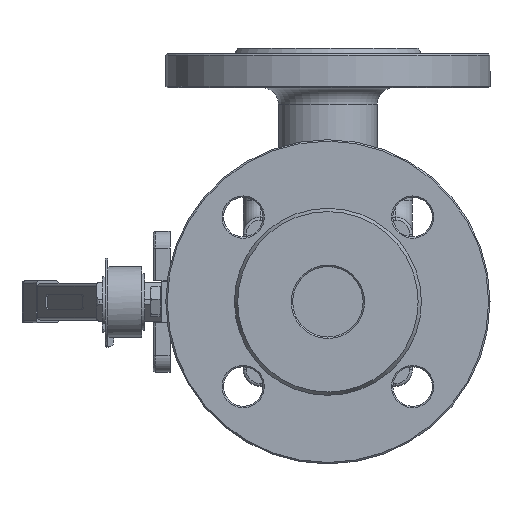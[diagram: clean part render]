
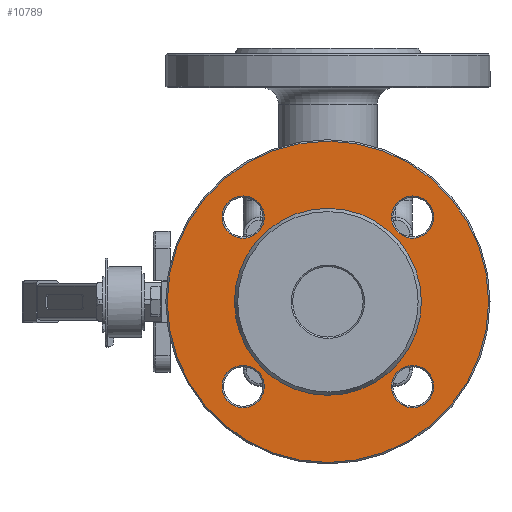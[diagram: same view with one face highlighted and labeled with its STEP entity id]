
A CAD part, left-side view. The second image highlights one B-rep face of the part: STEP entity #10789.
In plain terms, the highlighted planar face has unit normal (-1, 0, 0).
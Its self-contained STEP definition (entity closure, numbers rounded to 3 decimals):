
#345=FACE_BOUND('',#3364,.T.);
#346=FACE_BOUND('',#3365,.T.);
#347=FACE_BOUND('',#3366,.T.);
#348=FACE_BOUND('',#3367,.T.);
#349=FACE_BOUND('',#3368,.T.);
#2695=FACE_OUTER_BOUND('',#3363,.T.);
#3363=EDGE_LOOP('',(#8043));
#3364=EDGE_LOOP('',(#8044));
#3365=EDGE_LOOP('',(#8045));
#3366=EDGE_LOOP('',(#8046));
#3367=EDGE_LOOP('',(#8047));
#3368=EDGE_LOOP('',(#8048));
#4011=CIRCLE('',#11802,33.155);
#4014=CIRCLE('',#11807,7.5);
#4016=CIRCLE('',#11811,7.5);
#4020=CIRCLE('',#11820,7.5);
#4022=CIRCLE('',#11824,7.5);
#4023=CIRCLE('',#11826,57.);
#4701=VERTEX_POINT('',#17560);
#4704=VERTEX_POINT('',#17570);
#4706=VERTEX_POINT('',#17578);
#4710=VERTEX_POINT('',#17595);
#4712=VERTEX_POINT('',#17603);
#4713=VERTEX_POINT('',#17607);
#5907=EDGE_CURVE('',#4701,#4701,#4011,.T.);
#5912=EDGE_CURVE('',#4704,#4704,#4014,.T.);
#5916=EDGE_CURVE('',#4706,#4706,#4016,.T.);
#5924=EDGE_CURVE('',#4710,#4710,#4020,.T.);
#5928=EDGE_CURVE('',#4712,#4712,#4022,.T.);
#5930=EDGE_CURVE('',#4713,#4713,#4023,.T.);
#8043=ORIENTED_EDGE('',*,*,#5930,.F.);
#8044=ORIENTED_EDGE('',*,*,#5928,.F.);
#8045=ORIENTED_EDGE('',*,*,#5916,.F.);
#8046=ORIENTED_EDGE('',*,*,#5907,.F.);
#8047=ORIENTED_EDGE('',*,*,#5912,.F.);
#8048=ORIENTED_EDGE('',*,*,#5924,.F.);
#9799=PLANE('',#11825);
#10789=ADVANCED_FACE('',(#2695,#345,#346,#347,#348,#349),#9799,.T.);
#11802=AXIS2_PLACEMENT_3D('',#17561,#13767,#13768);
#11807=AXIS2_PLACEMENT_3D('',#17571,#13779,#13780);
#11811=AXIS2_PLACEMENT_3D('',#17579,#13789,#13790);
#11820=AXIS2_PLACEMENT_3D('',#17596,#13811,#13812);
#11824=AXIS2_PLACEMENT_3D('',#17604,#13821,#13822);
#11825=AXIS2_PLACEMENT_3D('',#17606,#13824,#13825);
#11826=AXIS2_PLACEMENT_3D('',#17608,#13826,#13827);
#13767=DIRECTION('center_axis',(-1.,0.,0.));
#13768=DIRECTION('ref_axis',(0.,0.,-1.));
#13779=DIRECTION('center_axis',(-1.,0.,0.));
#13780=DIRECTION('ref_axis',(0.,0.,-1.));
#13789=DIRECTION('center_axis',(-1.,0.,0.));
#13790=DIRECTION('ref_axis',(0.,0.,-1.));
#13811=DIRECTION('center_axis',(-1.,0.,0.));
#13812=DIRECTION('ref_axis',(0.,0.,-1.));
#13821=DIRECTION('center_axis',(-1.,0.,0.));
#13822=DIRECTION('ref_axis',(0.,0.,-1.));
#13824=DIRECTION('center_axis',(-1.,0.,0.));
#13825=DIRECTION('ref_axis',(0.,0.,1.));
#13826=DIRECTION('center_axis',(1.,0.,0.));
#13827=DIRECTION('ref_axis',(0.,0.,-1.));
#17560=CARTESIAN_POINT('',(-88.,0.,33.155));
#17561=CARTESIAN_POINT('Origin',(-88.,0.,0.));
#17570=CARTESIAN_POINT('',(-88.,30.052,37.552));
#17571=CARTESIAN_POINT('Origin',(-88.,30.052,30.052));
#17578=CARTESIAN_POINT('',(-88.,30.052,-22.552));
#17579=CARTESIAN_POINT('Origin',(-88.,30.052,-30.052));
#17595=CARTESIAN_POINT('',(-88.,-30.052,-22.552));
#17596=CARTESIAN_POINT('Origin',(-88.,-30.052,-30.052));
#17603=CARTESIAN_POINT('',(-88.,-30.052,37.552));
#17604=CARTESIAN_POINT('Origin',(-88.,-30.052,30.052));
#17606=CARTESIAN_POINT('Origin',(-88.,0.,0.));
#17607=CARTESIAN_POINT('',(-88.,0.,57.));
#17608=CARTESIAN_POINT('Origin',(-88.,0.,0.));
